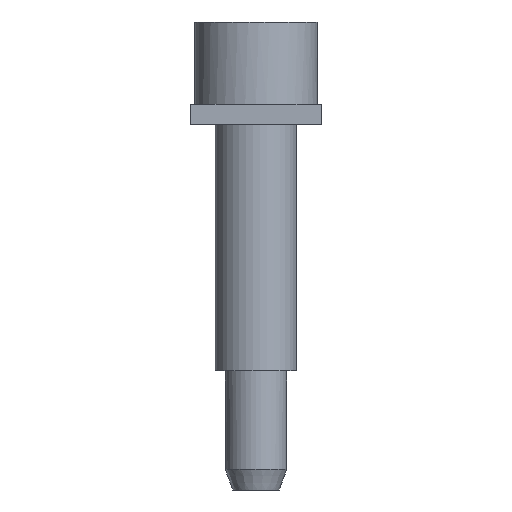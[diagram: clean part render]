
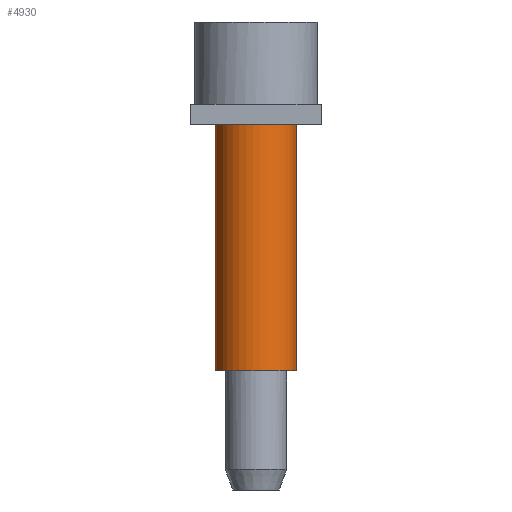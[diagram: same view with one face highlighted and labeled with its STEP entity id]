
A CAD part, left-side view. The second image highlights one B-rep face of the part: STEP entity #4930.
In plain terms, the highlighted cylindrical face has radius 2 mm (diameter 4 mm), a full revolution.
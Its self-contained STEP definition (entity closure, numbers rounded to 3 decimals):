
#50=CYLINDRICAL_SURFACE('',#5267,2.);
#1458=ORIENTED_EDGE('',*,*,#1794,.T.);
#1459=ORIENTED_EDGE('',*,*,#1951,.F.);
#1794=EDGE_CURVE('',#2156,#2156,#2324,.T.);
#1951=EDGE_CURVE('',#2257,#2257,#2407,.T.);
#2156=VERTEX_POINT('',#6876);
#2257=VERTEX_POINT('',#7235);
#2324=CIRCLE('',#5082,2.);
#2407=CIRCLE('',#5266,2.);
#2658=EDGE_LOOP('',(#1458));
#2659=EDGE_LOOP('',(#1459));
#2958=FACE_BOUND('',#2658,.T.);
#2959=FACE_BOUND('',#2659,.T.);
#4930=ADVANCED_FACE('',(#2958,#2959),#50,.T.);
#5082=AXIS2_PLACEMENT_3D('',#6875,#5772,#5773);
#5266=AXIS2_PLACEMENT_3D('',#7234,#6214,#6215);
#5267=AXIS2_PLACEMENT_3D('',#7236,#6216,#6217);
#5772=DIRECTION('',(0.,0.,-1.));
#5773=DIRECTION('',(0.435,-0.9,0.));
#6214=DIRECTION('',(0.,0.,-1.));
#6215=DIRECTION('',(0.435,-0.9,0.));
#6216=DIRECTION('',(0.,0.,-1.));
#6217=DIRECTION('',(-0.435,0.9,0.));
#6875=CARTESIAN_POINT('',(-27.9,0.,0.));
#6876=CARTESIAN_POINT('',(-27.029,-1.8,0.));
#7234=CARTESIAN_POINT('',(-27.9,0.,-12.));
#7235=CARTESIAN_POINT('',(-27.029,-1.8,-12.));
#7236=CARTESIAN_POINT('',(-27.9,0.,0.));
